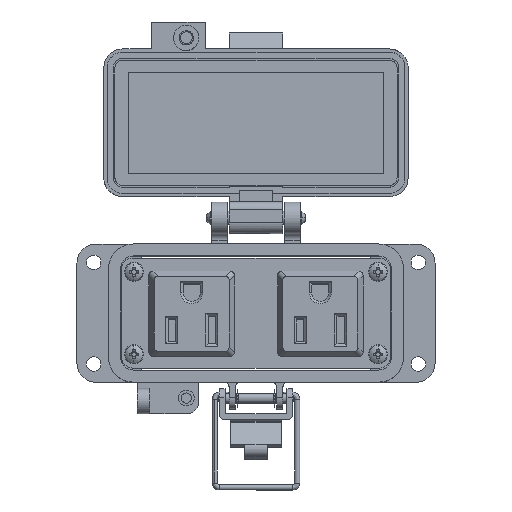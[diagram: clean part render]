
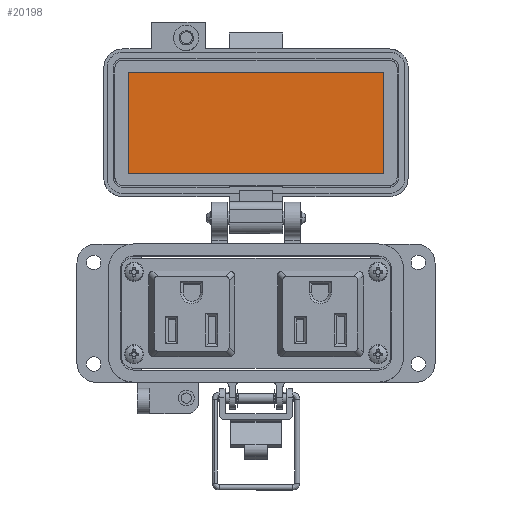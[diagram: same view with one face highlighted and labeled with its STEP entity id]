
A CAD part, top view. The second image highlights one B-rep face of the part: STEP entity #20198.
In plain terms, the highlighted planar face has unit normal (0, 0, 1).
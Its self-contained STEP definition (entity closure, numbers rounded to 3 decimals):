
#4355 = EDGE_CURVE ( 'NONE', #22111, #31600, #22756, .T. ) ;
#6954 = CARTESIAN_POINT ( 'NONE',  ( -40.25, 83.154, -25.55 ) ) ;
#7061 = ORIENTED_EDGE ( 'NONE', *, *, #25665, .F. ) ;
#7224 = CARTESIAN_POINT ( 'NONE',  ( -40.25, 51.154, -25.55 ) ) ;
#8956 = DIRECTION ( 'NONE',  ( 0., 0., 1. ) ) ;
#10573 = EDGE_CURVE ( 'NONE', #28839, #19351, #24126, .T. ) ;
#11277 = CARTESIAN_POINT ( 'NONE',  ( 40.25, 67.154, -25.55 ) ) ;
#11946 = CARTESIAN_POINT ( 'NONE',  ( 40.25, 83.154, -25.55 ) ) ;
#12119 = CARTESIAN_POINT ( 'NONE',  ( -8.5, 83.154, -25.55 ) ) ;
#12969 = ORIENTED_EDGE ( 'NONE', *, *, #4355, .F. ) ;
#13068 = CARTESIAN_POINT ( 'NONE',  ( 42., 51.154, -25.55 ) ) ;
#15822 = VECTOR ( 'NONE', #35597, 1000. ) ;
#17244 = DIRECTION ( 'NONE',  ( 0., -1., 0. ) ) ;
#19351 = VERTEX_POINT ( 'NONE', #36583 ) ;
#20198 = ADVANCED_FACE ( 'NONE', ( #26349 ), #26555, .T. ) ;
#22111 = VERTEX_POINT ( 'NONE', #7224 ) ;
#22756 = LINE ( 'NONE', #31273, #15822 ) ;
#23855 = VECTOR ( 'NONE', #29919, 1000. ) ;
#24126 = LINE ( 'NONE', #11277, #31118 ) ;
#25665 = EDGE_CURVE ( 'NONE', #19351, #22111, #26336, .T. ) ;
#26336 = LINE ( 'NONE', #13068, #33372 ) ;
#26349 = FACE_OUTER_BOUND ( 'NONE', #28939, .T. ) ;
#26555 = PLANE ( 'NONE',  #35531 ) ;
#26684 = CARTESIAN_POINT ( 'NONE',  ( -8.5, 67.154, -25.55 ) ) ;
#26811 = ORIENTED_EDGE ( 'NONE', *, *, #34350, .F. ) ;
#27707 = ORIENTED_EDGE ( 'NONE', *, *, #10573, .F. ) ;
#28839 = VERTEX_POINT ( 'NONE', #11946 ) ;
#28939 = EDGE_LOOP ( 'NONE', ( #26811, #12969, #7061, #27707 ) ) ;
#29721 = DIRECTION ( 'NONE',  ( 0., -1., 0. ) ) ;
#29919 = DIRECTION ( 'NONE',  ( 1., 0., 0. ) ) ;
#31118 = VECTOR ( 'NONE', #17244, 1000. ) ;
#31273 = CARTESIAN_POINT ( 'NONE',  ( -40.25, 67.154, -25.55 ) ) ;
#31600 = VERTEX_POINT ( 'NONE', #6954 ) ;
#31793 = LINE ( 'NONE', #12119, #23855 ) ;
#33372 = VECTOR ( 'NONE', #36875, 1000. ) ;
#34350 = EDGE_CURVE ( 'NONE', #31600, #28839, #31793, .T. ) ;
#35531 = AXIS2_PLACEMENT_3D ( 'NONE', #26684, #8956, #29721 ) ;
#35597 = DIRECTION ( 'NONE',  ( 0., 1., 0. ) ) ;
#36583 = CARTESIAN_POINT ( 'NONE',  ( 40.25, 51.154, -25.55 ) ) ;
#36875 = DIRECTION ( 'NONE',  ( -1., 0., 0. ) ) ;
